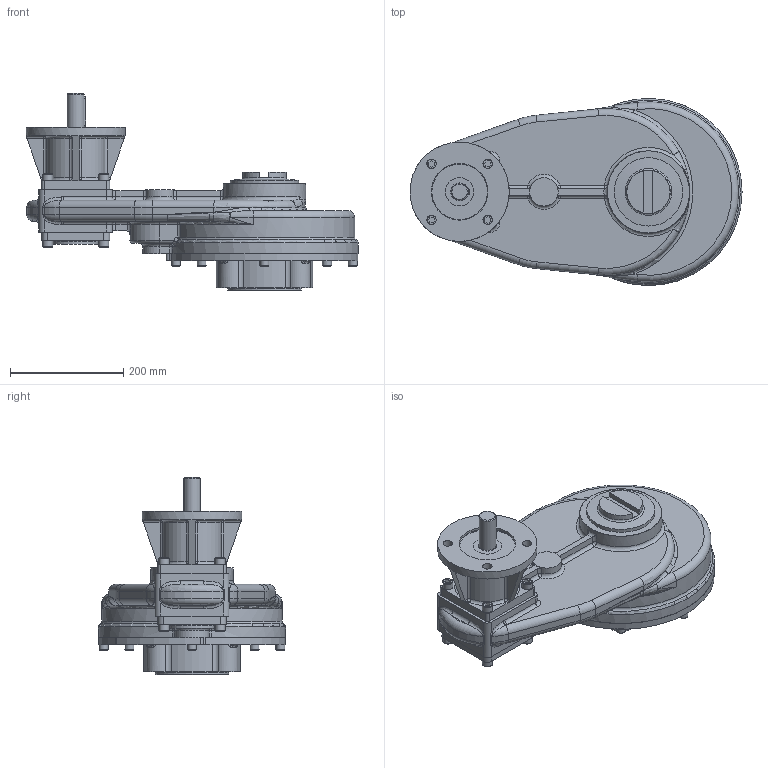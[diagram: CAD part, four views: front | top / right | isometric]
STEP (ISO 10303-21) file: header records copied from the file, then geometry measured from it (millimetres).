
FILE_DESCRIPTION( ( 'Unknown' ), '1' );
FILE_NAME( 'PUBIS8-F14-F16_simplified.stp', 'Unknown', ( 'Unknown' ), ( 'Unknown' ), 'PSStep 15.0.49', 'Unknown', ' ' );
FILE_SCHEMA( ( 'AUTOMOTIVE_DESIGN { 1 0 10303 214 1 1 1 1 }' ) );
Length unit declared in the file: millimetre
Products named in the file (26): 1; 2; 3; 4; 5; 6; 7; 8; 9; 10; 11; 12; 13; 14; 15; 16; 17; 18; 19; 20; 21; 22; 23; 24; 25; 26
Bounding box: 585.55 x 330 x 347.93 mm (x, y, z)
Surface area: 677703.3 mm2 (no closed solid volume)
Topology: 0 solids, 640 shells, 640 faces, 2968 edges, 2859 vertices
Faces by surface type: plane 225, cylinder 182, torus 111, bspline 64, sphere 34, cone 24
Full cylindrical faces by diameter (mm): 16 x8, 16.299 x4, 16.5 x4, 18 x8, 30 x1, 40 x1, 50 x1, 80 x1, 90.15 x1, 100 x1, 120.65 x1, 129.95 x1, 139.98 x1, 145 x1, 175 x1
Entity records: 49824 total; most frequent: CARTESIAN_POINT 22278, DIRECTION 4965, ORIENTED_EDGE 2831, EDGE_CURVE 2831, VERTEX_POINT 2831, AXIS2_PLACEMENT_3D 1894, CIRCLE 1272, LINE 1177
